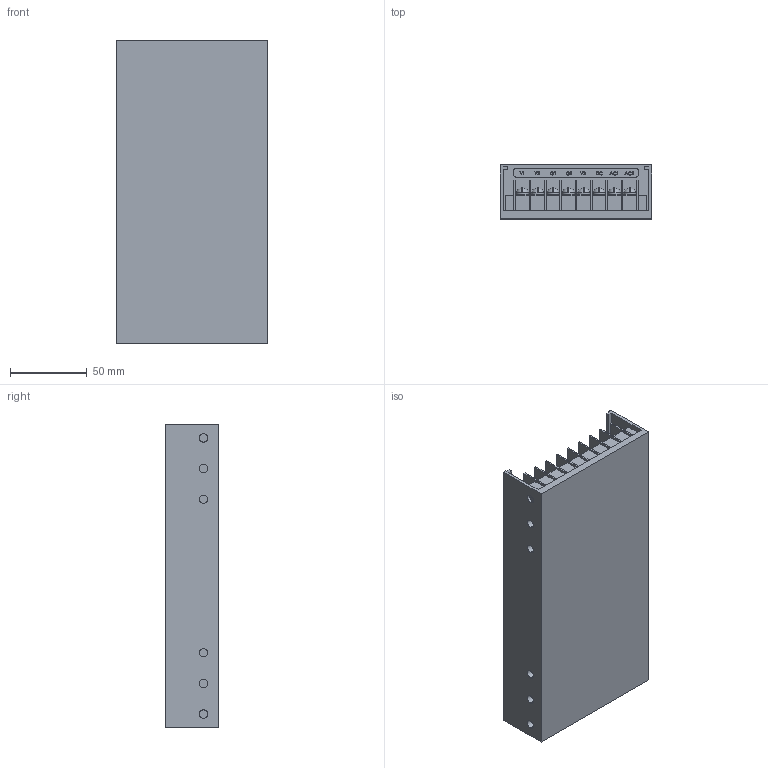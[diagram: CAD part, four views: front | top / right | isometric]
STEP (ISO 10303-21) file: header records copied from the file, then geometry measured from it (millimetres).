
FILE_DESCRIPTION (( 'STEP AP203' ), '1' );
FILE_NAME ('PWR-244.STEP', '2007-04-05T01:45:33', ( 'Anderson Professional Modeling' ), ( 'Anderson Professional Modeling' ), 'SwSTEP 2.0', 'SolidWorks 2007', '' );
FILE_SCHEMA (( 'CONFIG_CONTROL_DESIGN' ));
Length unit declared in the file: millimetre
Products named in the file (1): PWR-244
Bounding box: 99 x 35 x 198 mm (x, y, z)
Volume: 617362 mm3; surface area: 83935.7 mm2
Topology: 1 solids, 1 shells, 757 faces, 1993 edges, 1318 vertices
Faces by surface type: plane 465, cylinder 200, bspline 76, sphere 16
Entity records: 28088 total; most frequent: CARTESIAN_POINT 9345, ORIENTED_EDGE 3986, DIRECTION 3653, EDGE_CURVE 1993, VECTOR 1393, LINE 1393, VERTEX_POINT 1318, AXIS2_PLACEMENT_3D 1130
